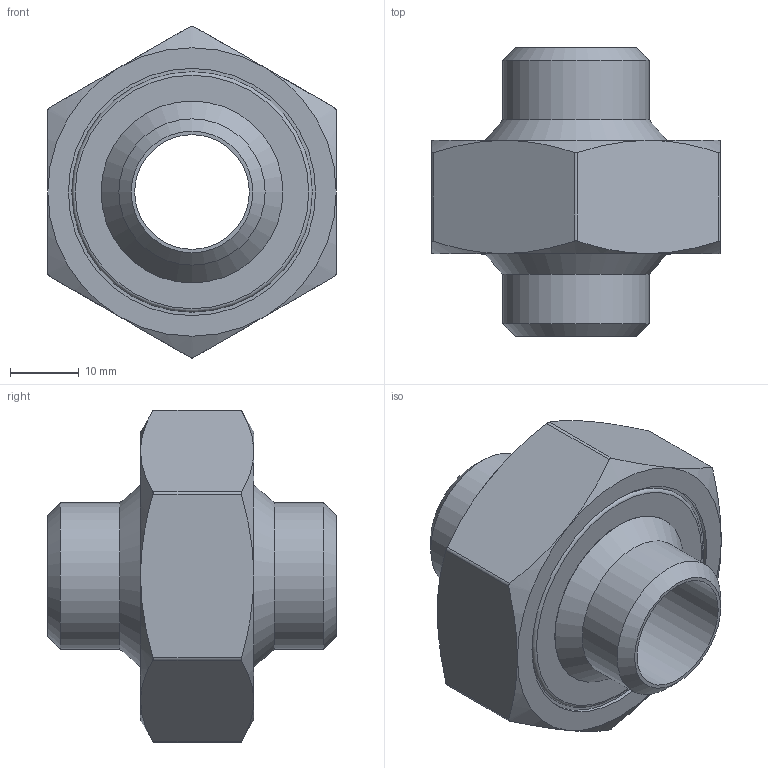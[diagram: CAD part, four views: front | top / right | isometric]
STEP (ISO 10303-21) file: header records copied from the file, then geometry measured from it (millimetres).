
FILE_DESCRIPTION(/* description */ (''),/* implementation_level */ '2;1');
FILE_NAME(/* name */ 'KI-313-015 Aschl.stp',/* time_stamp */ '2016-06-01T17:06:45+02:00',/* author */ ('hochmair'),/* organization */ (''),/* preprocessor_version */ 'ST-DEVELOPER v15.6',/* originating_system */ 'Autodesk Inventor 2015',/* authorisation */ '');
FILE_SCHEMA (('AUTOMOTIVE_DESIGN { 1 0 10303 214 3 1 1 }'));
Length unit declared in the file: millimetre
Products named in the file (1): TB29382580
Bounding box: 42 x 42 x 48.34 mm (x, y, z)
Volume: 23267.5 mm3; surface area: 8901 mm2
Topology: 1 solids, 1 shells, 47 faces, 101 edges, 61 vertices
Faces by surface type: cone 20, cylinder 13, plane 13, torus 1
Full cylindrical faces by diameter (mm): 16.7 x2, 21.3 x3, 26.5 x1, 36 x1
Entity records: 1245 total; most frequent: CARTESIAN_POINT 344, DIRECTION 176, ORIENTED_EDGE 164, EDGE_CURVE 82, AXIS2_PLACEMENT_3D 82, EDGE_LOOP 70, VERTEX_POINT 58, FACE_OUTER_BOUND 47
